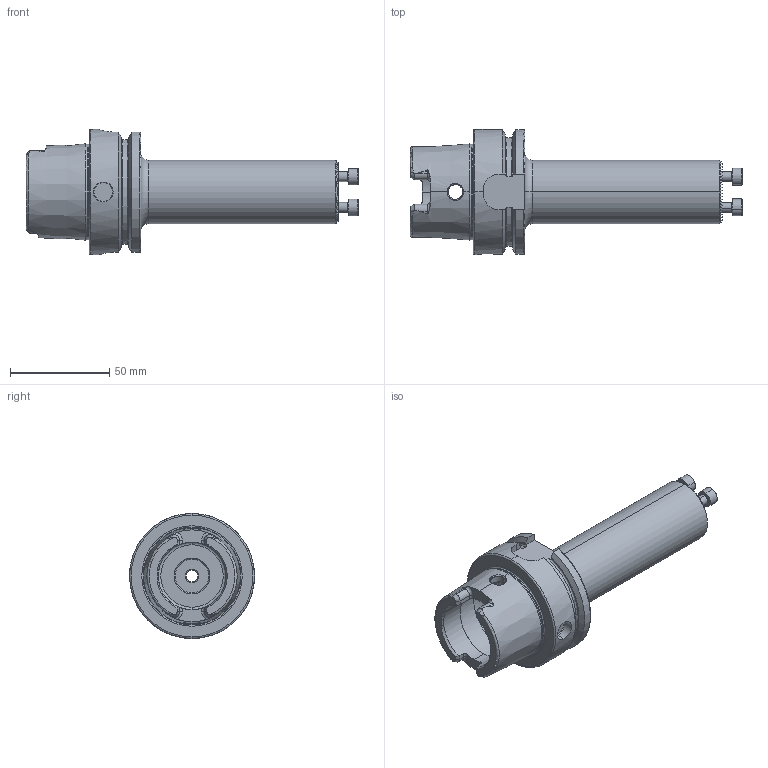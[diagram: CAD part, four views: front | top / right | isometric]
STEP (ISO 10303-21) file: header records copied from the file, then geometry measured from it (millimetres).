
FILE_DESCRIPTION (( 'STEP AP214' ), '1' );
FILE_NAME ('HA6.WK2.032.160.STEP', '2020-09-16T12:48:47', ( '' ), ( '' ), 'SwSTEP 2.0', 'SolidWorks 2017', '' );
FILE_SCHEMA (( 'AUTOMOTIVE_DESIGN' ));
Length unit declared in the file: millimetre
Products named in the file (4): DIN 3771 - 6x1; ISO 4762 - M5 x 14; HA6.WK2.032.160; HA6-WK2.032.160_A
Assembly tree (5 placements, depth 2):
  HA6.WK2.032.160
    HA6-WK2.032.160_A
    ISO 4762 - M5 x 14  x3
    DIN 3771 - 6x1
Bounding box: 167.3 x 63 x 63 mm (x, y, z)
Volume: 158401.2 mm3; surface area: 36675.3 mm2
Topology: 5 solids, 5 shells, 459 faces, 1232 edges, 776 vertices
Faces by surface type: plane 223, cylinder 113, cone 64, torus 47, bspline 12
Entity records: 15987 total; most frequent: CARTESIAN_POINT 5469, ORIENTED_EDGE 2212, DIRECTION 1808, EDGE_CURVE 1106, AXIS2_PLACEMENT_3D 713, VERTEX_POINT 710, EDGE_LOOP 416, FACE_OUTER_BOUND 405
